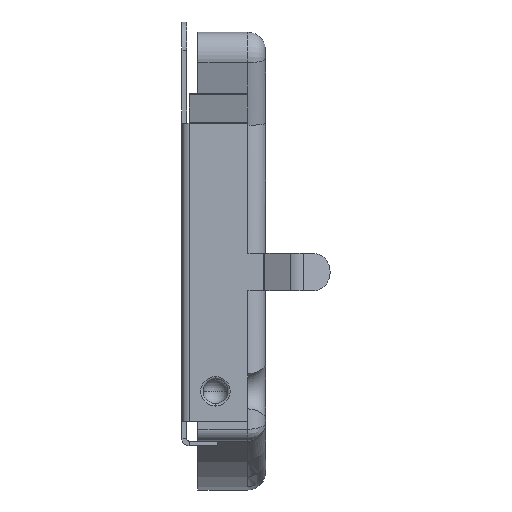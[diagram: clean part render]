
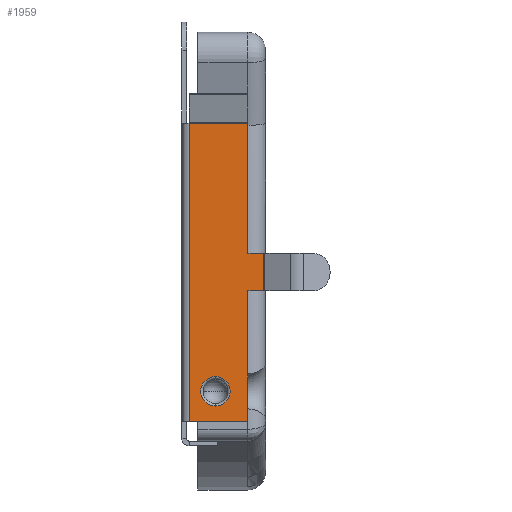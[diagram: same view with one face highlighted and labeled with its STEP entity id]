
A CAD part, left-side view. The second image highlights one B-rep face of the part: STEP entity #1959.
In plain terms, the highlighted planar face has unit normal (-1, 0, 0).
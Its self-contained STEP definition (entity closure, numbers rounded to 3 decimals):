
#124 = ORIENTED_EDGE ( 'NONE', *, *, #5270, .T. ) ;
#134 = LINE ( 'NONE', #2064, #5889 ) ;
#230 = CARTESIAN_POINT ( 'NONE',  ( -9.35, 0.07, -0.815 ) ) ;
#342 = ORIENTED_EDGE ( 'NONE', *, *, #2315, .F. ) ;
#369 = EDGE_CURVE ( 'NONE', #530, #6744, #2100, .T. ) ;
#379 = CARTESIAN_POINT ( 'NONE',  ( -9.35, 2.1, -6.6 ) ) ;
#507 = DIRECTION ( 'NONE',  ( 0., -1., 0. ) ) ;
#530 = VERTEX_POINT ( 'NONE', #4961 ) ;
#618 = VECTOR ( 'NONE', #507, 1000. ) ;
#636 = CARTESIAN_POINT ( 'NONE',  ( -9.35, 0.07, -2.385 ) ) ;
#759 = CARTESIAN_POINT ( 'NONE',  ( -9.35, 3.21, -7.85 ) ) ;
#897 = CIRCLE ( 'NONE', #3787, 0.617 ) ;
#1043 = VERTEX_POINT ( 'NONE', #230 ) ;
#1259 = CARTESIAN_POINT ( 'NONE',  ( -9.35, 0.74, -0.815 ) ) ;
#1596 = VERTEX_POINT ( 'NONE', #4886 ) ;
#1648 = CARTESIAN_POINT ( 'NONE',  ( -9.35, 3.21, 0. ) ) ;
#1732 = EDGE_CURVE ( 'NONE', #2362, #2171, #5573, .T. ) ;
#1779 = CARTESIAN_POINT ( 'NONE',  ( -9.35, 0.74, -7.85 ) ) ;
#1945 = DIRECTION ( 'NONE',  ( 0., 0., -1. ) ) ;
#1959 = ADVANCED_FACE ( 'NONE', ( #4035, #2184 ), #5856, .T. ) ;
#2064 = CARTESIAN_POINT ( 'NONE',  ( -9.35, 0.74, -0.815 ) ) ;
#2089 = ORIENTED_EDGE ( 'NONE', *, *, #6983, .T. ) ;
#2100 = LINE ( 'NONE', #6674, #6586 ) ;
#2171 = VERTEX_POINT ( 'NONE', #1259 ) ;
#2180 = EDGE_LOOP ( 'NONE', ( #5877, #2666, #4882, #4090, #6764, #342, #2089, #124 ) ) ;
#2184 = FACE_OUTER_BOUND ( 'NONE', #2180, .T. ) ;
#2315 = EDGE_CURVE ( 'NONE', #1596, #530, #5475, .T. ) ;
#2362 = VERTEX_POINT ( 'NONE', #6819 ) ;
#2405 = EDGE_CURVE ( 'NONE', #2171, #1043, #134, .T. ) ;
#2473 = VECTOR ( 'NONE', #2932, 1000. ) ;
#2578 = DIRECTION ( 'NONE',  ( 0., 0., 1. ) ) ;
#2623 = DIRECTION ( 'NONE',  ( -1., 0., 0. ) ) ;
#2633 = CARTESIAN_POINT ( 'NONE',  ( -9.35, 2.1, -5.983 ) ) ;
#2666 = ORIENTED_EDGE ( 'NONE', *, *, #1732, .F. ) ;
#2700 = EDGE_CURVE ( 'NONE', #5990, #4450, #897, .T. ) ;
#2799 = DIRECTION ( 'NONE',  ( 0., 0., 1. ) ) ;
#2932 = DIRECTION ( 'NONE',  ( 0., 0., 1. ) ) ;
#3017 = VECTOR ( 'NONE', #1945, 1000. ) ;
#3048 = CARTESIAN_POINT ( 'NONE',  ( -9.35, 3.21, 4.65 ) ) ;
#3102 = VECTOR ( 'NONE', #6151, 1000. ) ;
#3167 = CARTESIAN_POINT ( 'NONE',  ( -9.35, 0.07, -2.385 ) ) ;
#3194 = CARTESIAN_POINT ( 'NONE',  ( -9.35, 0.74, 4.65 ) ) ;
#3340 = DIRECTION ( 'NONE',  ( 1., 0., 0. ) ) ;
#3413 = EDGE_CURVE ( 'NONE', #3758, #6744, #6554, .T. ) ;
#3535 = CARTESIAN_POINT ( 'NONE',  ( -9.35, 0.74, -7.85 ) ) ;
#3662 = DIRECTION ( 'NONE',  ( 0., -1., 0. ) ) ;
#3758 = VERTEX_POINT ( 'NONE', #3048 ) ;
#3787 = AXIS2_PLACEMENT_3D ( 'NONE', #6583, #3340, #2799 ) ;
#4035 = FACE_BOUND ( 'NONE', #6070, .T. ) ;
#4090 = ORIENTED_EDGE ( 'NONE', *, *, #3413, .T. ) ;
#4146 = EDGE_CURVE ( 'NONE', #3758, #2362, #5952, .T. ) ;
#4166 = DIRECTION ( 'NONE',  ( 0., -1., 0. ) ) ;
#4450 = VERTEX_POINT ( 'NONE', #2633 ) ;
#4628 = DIRECTION ( 'NONE',  ( 0., 1., 0. ) ) ;
#4745 = VECTOR ( 'NONE', #3662, 1000. ) ;
#4841 = DIRECTION ( 'NONE',  ( 0., 0., -1. ) ) ;
#4882 = ORIENTED_EDGE ( 'NONE', *, *, #4146, .F. ) ;
#4886 = CARTESIAN_POINT ( 'NONE',  ( -9.35, 0.74, -2.385 ) ) ;
#4911 = CARTESIAN_POINT ( 'NONE',  ( -9.35, 2.1, -7.217 ) ) ;
#4961 = CARTESIAN_POINT ( 'NONE',  ( -9.35, 0.74, -7.85 ) ) ;
#5130 = ORIENTED_EDGE ( 'NONE', *, *, #2700, .T. ) ;
#5163 = CIRCLE ( 'NONE', #5361, 0.617 ) ;
#5192 = LINE ( 'NONE', #636, #2473 ) ;
#5270 = EDGE_CURVE ( 'NONE', #6959, #1043, #5192, .T. ) ;
#5361 = AXIS2_PLACEMENT_3D ( 'NONE', #379, #6319, #6252 ) ;
#5475 = LINE ( 'NONE', #3535, #3017 ) ;
#5573 = LINE ( 'NONE', #1779, #3102 ) ;
#5728 = ORIENTED_EDGE ( 'NONE', *, *, #6842, .T. ) ;
#5856 = PLANE ( 'NONE',  #6015 ) ;
#5877 = ORIENTED_EDGE ( 'NONE', *, *, #2405, .F. ) ;
#5889 = VECTOR ( 'NONE', #4166, 1000. ) ;
#5952 = LINE ( 'NONE', #3194, #618 ) ;
#5990 = VERTEX_POINT ( 'NONE', #4911 ) ;
#6015 = AXIS2_PLACEMENT_3D ( 'NONE', #6351, #2623, #2578 ) ;
#6070 = EDGE_LOOP ( 'NONE', ( #5728, #5130 ) ) ;
#6151 = DIRECTION ( 'NONE',  ( 0., 0., -1. ) ) ;
#6172 = LINE ( 'NONE', #6363, #4745 ) ;
#6252 = DIRECTION ( 'NONE',  ( 0., 0., 1. ) ) ;
#6319 = DIRECTION ( 'NONE',  ( 1., 0., 0. ) ) ;
#6351 = CARTESIAN_POINT ( 'NONE',  ( -9.35, 0.74, -2.385 ) ) ;
#6363 = CARTESIAN_POINT ( 'NONE',  ( -9.35, 0.74, -2.385 ) ) ;
#6382 = VECTOR ( 'NONE', #4841, 1000. ) ;
#6554 = LINE ( 'NONE', #1648, #6382 ) ;
#6583 = CARTESIAN_POINT ( 'NONE',  ( -9.35, 2.1, -6.6 ) ) ;
#6586 = VECTOR ( 'NONE', #4628, 1000. ) ;
#6674 = CARTESIAN_POINT ( 'NONE',  ( -9.35, 3.31, -7.85 ) ) ;
#6744 = VERTEX_POINT ( 'NONE', #759 ) ;
#6764 = ORIENTED_EDGE ( 'NONE', *, *, #369, .F. ) ;
#6819 = CARTESIAN_POINT ( 'NONE',  ( -9.35, 0.74, 4.65 ) ) ;
#6842 = EDGE_CURVE ( 'NONE', #4450, #5990, #5163, .T. ) ;
#6959 = VERTEX_POINT ( 'NONE', #3167 ) ;
#6983 = EDGE_CURVE ( 'NONE', #1596, #6959, #6172, .T. ) ;
